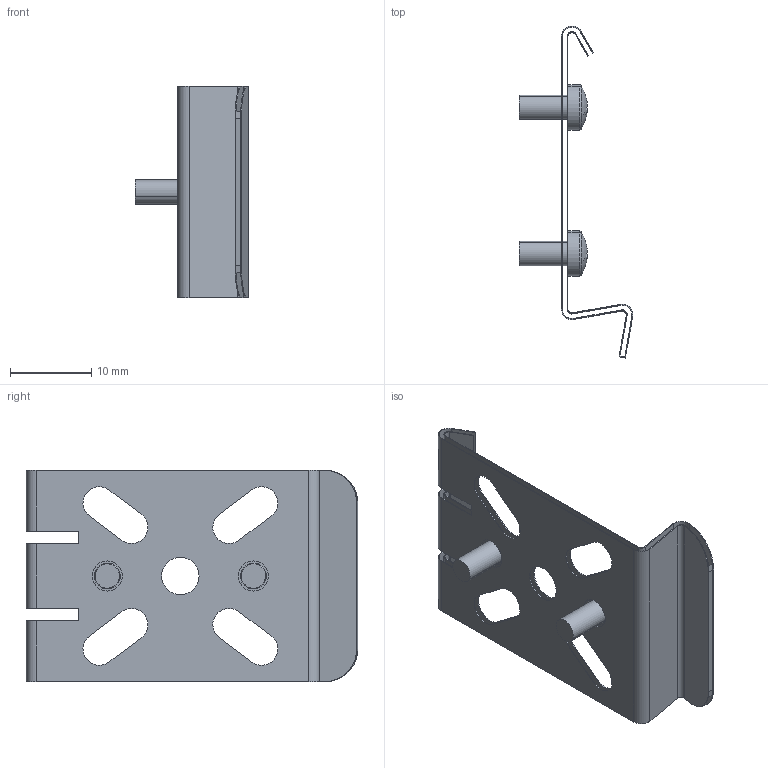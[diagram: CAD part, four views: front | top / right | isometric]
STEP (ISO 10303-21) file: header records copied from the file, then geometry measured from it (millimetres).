
FILE_DESCRIPTION (( 'STEP AP203' ), '1' );
FILE_NAME ('08.048.2.STEP', '2019-01-11T13:20:12', ( '' ), ( '' ), 'SwSTEP 2.0', 'SolidWorks 2016', '' );
FILE_SCHEMA (( 'CONFIG_CONTROL_DESIGN' ));
Length unit declared in the file: millimetre
Products named in the file (3): 08.573.0_08.573.0; 08.048.2; pan head cross recess screw_az pneumatica_ISO 7045 - M3 x 6 - Z - 6N
Assembly tree (3 placements, depth 2):
  08.048.2
    08.573.0_08.573.0
    pan head cross recess screw_az pneumatica_ISO 7045 - M3 x 6 - Z - 6N  x2
Bounding box: 14 x 40.86 x 26 mm (x, y, z)
Volume: 411.9 mm3; surface area: 5093.5 mm2
Topology: 3 solids, 3 shells, 208 faces, 564 edges, 360 vertices
Faces by surface type: plane 108, cylinder 66, cone 22, torus 8, sphere 4
Entity records: 5731 total; most frequent: CARTESIAN_POINT 970, DIRECTION 965, ORIENTED_EDGE 920, EDGE_CURVE 460, AXIS2_PLACEMENT_3D 347, VERTEX_POINT 300, VECTOR 271, LINE 271
